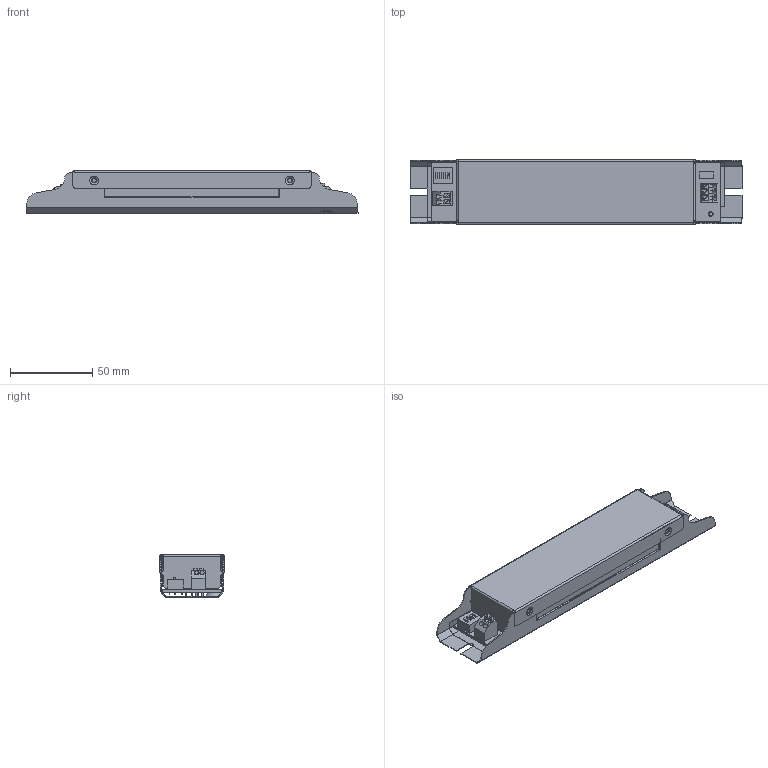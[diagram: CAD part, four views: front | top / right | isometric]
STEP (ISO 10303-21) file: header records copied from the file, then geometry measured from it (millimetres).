
FILE_DESCRIPTION(('STEP AP214'), '1');
FILE_NAME('ﾈﾏﾑ50-390ﾒﾄ(240-390I) IP20 0100', '', ('UNSPECIFIED'), ('UNSPECIFIED'), 'ASCON STEP Converter 1.6', 'ASCON Math Kernel', '');
FILE_SCHEMA(('AUTOMOTIVE_DESIGN { 1 0 10303 214 3 1 1}'));
Length unit declared in the file: millimetre
Products named in the file (1): ﾈﾏﾑ50-390ﾒﾄ(240-390I) IP20 0100
Bounding box: 202 x 39.5 x 26 mm (x, y, z)
Volume: 28473.9 mm3; surface area: 72294.2 mm2
Topology: 7 solids, 7 shells, 551 faces, 1470 edges, 933 vertices
Faces by surface type: plane 391, cylinder 107, torus 26, sphere 15, bspline 5, extrusion 4, cone 3
Full cylindrical faces by diameter (mm): 0.7 x2, 2.9 x1, 3.2 x3, 5.6 x1
Entity records: 22139 total; most frequent: CARTESIAN_POINT 4065, ORIENTED_EDGE 2856, DIRECTION 2702, EDGE_CURVE 1428, VECTOR 1116, LINE 1112, VERTEX_POINT 933, AXIS2_PLACEMENT_3D 793
